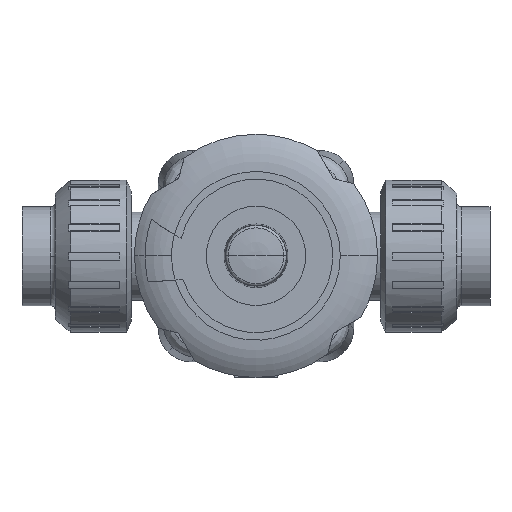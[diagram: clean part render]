
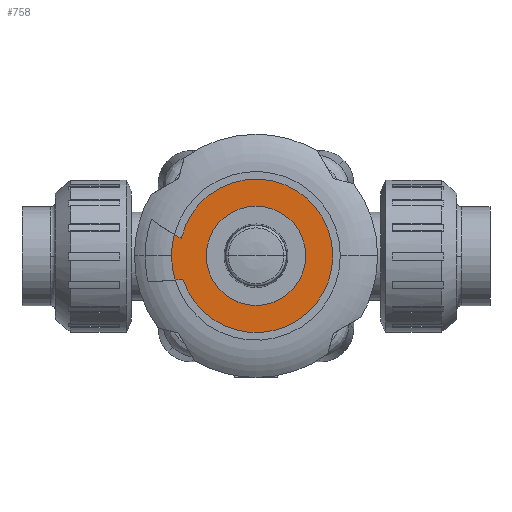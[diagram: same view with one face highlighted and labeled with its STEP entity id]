
A CAD part, top view. The second image highlights one B-rep face of the part: STEP entity #758.
In plain terms, the highlighted planar face has unit normal (0, 0, 1).
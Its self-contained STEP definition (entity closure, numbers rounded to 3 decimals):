
#758=ADVANCED_FACE('',(#1705,#1706),#1707,.T.);
#1705=FACE_OUTER_BOUND('',#4044,.T.);
#1706=FACE_BOUND('',#4045,.T.);
#1707=PLANE('',#4046);
#4044=EDGE_LOOP('',(#6030,#6031,#6032,#6033,#6034,#6035));
#4045=EDGE_LOOP('',(#6036,#6037));
#4046=AXIS2_PLACEMENT_3D('',#6038,#6039,#6040);
#6030=ORIENTED_EDGE('',*,*,#8571,.F.);
#6031=ORIENTED_EDGE('',*,*,#8636,.T.);
#6032=ORIENTED_EDGE('',*,*,#8605,.F.);
#6033=ORIENTED_EDGE('',*,*,#8647,.F.);
#6034=ORIENTED_EDGE('',*,*,#8644,.T.);
#6035=ORIENTED_EDGE('',*,*,#8662,.F.);
#6036=ORIENTED_EDGE('',*,*,#8632,.T.);
#6037=ORIENTED_EDGE('',*,*,#8610,.T.);
#6038=CARTESIAN_POINT('',(0.,0.,92.45));
#6039=DIRECTION('',(0.,0.,1.0));
#6040=DIRECTION('',(1.0,0.,0.));
#8571=EDGE_CURVE('',#10146,#10142,#10148,.T.);
#8605=EDGE_CURVE('',#10206,#10209,#10210,.T.);
#8610=EDGE_CURVE('',#10218,#10215,#10219,.T.);
#8632=EDGE_CURVE('',#10215,#10218,#10249,.T.);
#8636=EDGE_CURVE('',#10146,#10209,#10253,.T.);
#8644=EDGE_CURVE('',#10256,#10265,#10267,.T.);
#8647=EDGE_CURVE('',#10256,#10206,#10270,.T.);
#8662=EDGE_CURVE('',#10142,#10265,#10290,.T.);
#10142=VERTEX_POINT('',#12768);
#10146=VERTEX_POINT('',#12773);
#10148=CIRCLE('',#12776,25.25);
#10206=VERTEX_POINT('',#12883);
#10209=VERTEX_POINT('',#12886);
#10210=CIRCLE('',#12887,27.75);
#10215=VERTEX_POINT('',#12897);
#10218=VERTEX_POINT('',#12901);
#10219=CIRCLE('',#12902,16.35);
#10249=CIRCLE('',#12935,16.35);
#10253=CIRCLE('',#12940,55.);
#10256=VERTEX_POINT('',#12943);
#10265=VERTEX_POINT('',#12963);
#10267=CIRCLE('',#12966,73.355);
#10270=CIRCLE('',#12969,27.75);
#10290=CIRCLE('',#13014,25.25);
#12768=CARTESIAN_POINT('',(25.25,0.,92.45));
#12773=CARTESIAN_POINT('',(-24.576,5.796,92.45));
#12776=AXIS2_PLACEMENT_3D('',#15622,#15623,#15624);
#12883=CARTESIAN_POINT('',(-27.75,0.,92.45));
#12886=CARTESIAN_POINT('',(-26.852,7.001,92.45));
#12887=AXIS2_PLACEMENT_3D('',#15684,#15685,#15686);
#12897=CARTESIAN_POINT('',(0.,-16.35,92.45));
#12901=CARTESIAN_POINT('',(0.,16.35,92.45));
#12902=AXIS2_PLACEMENT_3D('',#15691,#15692,#15693);
#12935=AXIS2_PLACEMENT_3D('',#15733,#15734,#15735);
#12940=AXIS2_PLACEMENT_3D('',#15737,#15738,#15739);
#12943=CARTESIAN_POINT('',(-26.578,-7.979,92.45));
#12963=CARTESIAN_POINT('',(-24.054,-7.678,92.45));
#12966=AXIS2_PLACEMENT_3D('',#15748,#15749,#15750);
#12969=AXIS2_PLACEMENT_3D('',#15754,#15755,#15756);
#13014=AXIS2_PLACEMENT_3D('',#15773,#15774,#15775);
#15622=CARTESIAN_POINT('',(0.,0.,92.45));
#15623=DIRECTION('',(0.,0.,-1.0));
#15624=DIRECTION('',(-1.0,0.,0.));
#15684=CARTESIAN_POINT('',(0.,0.,92.45));
#15685=DIRECTION('',(0.,0.,-1.0));
#15686=DIRECTION('',(1.0,0.,0.));
#15691=CARTESIAN_POINT('',(0.,0.,92.45));
#15692=DIRECTION('',(0.,0.,-1.0));
#15693=DIRECTION('',(0.,-1.0,0.));
#15733=CARTESIAN_POINT('',(0.,0.,92.45));
#15734=DIRECTION('',(0.,0.,-1.0));
#15735=DIRECTION('',(0.,-1.0,0.));
#15737=CARTESIAN_POINT('',(0.,55.,92.45));
#15738=DIRECTION('',(0.0,0.,-1.0));
#15739=DIRECTION('',(0.511,0.859,0.));
#15748=CARTESIAN_POINT('',(-34.,65.,92.45));
#15749=DIRECTION('',(0.0,0.,1.0));
#15750=DIRECTION('',(0.082,-0.997,0.));
#15754=CARTESIAN_POINT('',(0.,0.,92.45));
#15755=DIRECTION('',(0.,0.,-1.0));
#15756=DIRECTION('',(1.0,0.,0.));
#15773=CARTESIAN_POINT('',(0.,0.,92.45));
#15774=DIRECTION('',(0.,0.,-1.0));
#15775=DIRECTION('',(-1.0,0.,0.));
